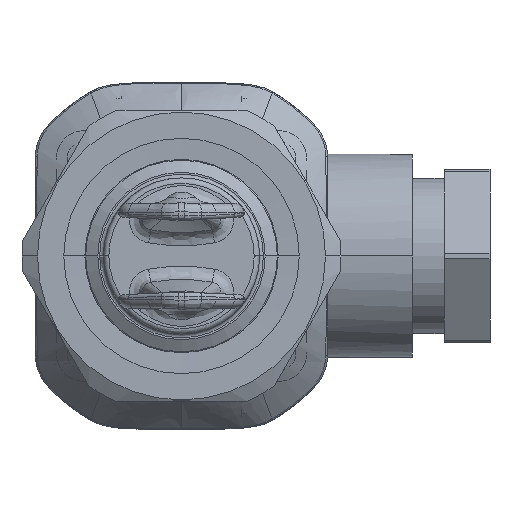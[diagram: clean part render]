
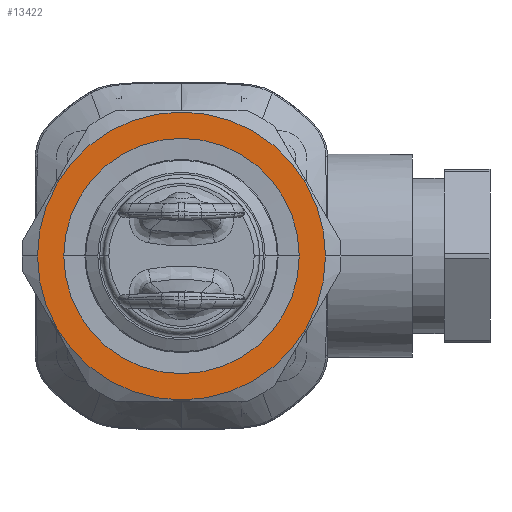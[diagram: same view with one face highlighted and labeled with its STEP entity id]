
A CAD part, front view. The second image highlights one B-rep face of the part: STEP entity #13422.
In plain terms, the highlighted planar face has unit normal (0, -1, 0).
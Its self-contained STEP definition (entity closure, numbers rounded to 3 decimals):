
#12379=CARTESIAN_POINT('',(0.,-11.7,0.));
#12380=DIRECTION('',(0.,1.,0.));
#12381=DIRECTION('',(-1.,0.,0.));
#12382=AXIS2_PLACEMENT_3D('',#12379,#12380,#12381);
#12387=CARTESIAN_POINT('',(0.,-11.7,0.));
#12388=DIRECTION('',(0.,1.,0.));
#12389=DIRECTION('',(1.,0.,0.));
#12390=AXIS2_PLACEMENT_3D('',#12387,#12388,#12389);
#12395=CARTESIAN_POINT('',(0.,-11.7,0.));
#12396=DIRECTION('',(0.,-1.,0.));
#12397=DIRECTION('',(1.,0.,0.));
#12398=AXIS2_PLACEMENT_3D('',#12395,#12396,#12397);
#12403=CARTESIAN_POINT('',(0.,-11.7,0.));
#12404=DIRECTION('',(0.,-1.,0.));
#12405=DIRECTION('',(-1.,0.,0.));
#12406=AXIS2_PLACEMENT_3D('',#12403,#12404,#12405);
#13027=CARTESIAN_POINT('',(12.875,-11.7,0.));
#13028=VERTEX_POINT('',#13027);
#13029=CARTESIAN_POINT('',(-12.875,-11.7,0.));
#13030=VERTEX_POINT('',#13029);
#13031=CARTESIAN_POINT('',(-15.75,-11.7,0.));
#13032=CARTESIAN_POINT('',(15.75,-11.7,0.));
#13033=VERTEX_POINT('',#13031);
#13034=VERTEX_POINT('',#13032);
#13407=CARTESIAN_POINT('',(0.,-11.7,0.));
#13408=DIRECTION('',(0.,1.,0.));
#13409=DIRECTION('',(-1.,0.,0.));
#13410=AXIS2_PLACEMENT_3D('',#13407,#13408,#13409);
#13411=PLANE('',#13410);
#13413=ORIENTED_EDGE('',*,*,#13412,.T.);
#13415=ORIENTED_EDGE('',*,*,#13414,.T.);
#13416=EDGE_LOOP('',(#13413,#13415));
#13417=FACE_OUTER_BOUND('',#13416,.F.);
#13418=ORIENTED_EDGE('',*,*,#13389,.T.);
#13419=ORIENTED_EDGE('',*,*,#13374,.T.);
#13420=EDGE_LOOP('',(#13418,#13419));
#13421=FACE_BOUND('',#13420,.F.);
#13422=ADVANCED_FACE('',(#13417,#13421),#13411,.F.);
#12383=CIRCLE('',#12382,15.75);
#12391=CIRCLE('',#12390,15.75);
#12399=CIRCLE('',#12398,12.875);
#12407=CIRCLE('',#12406,12.875);
#13374=EDGE_CURVE('',#13030,#13028,#12407,.T.);
#13389=EDGE_CURVE('',#13028,#13030,#12399,.T.);
#13412=EDGE_CURVE('',#13033,#13034,#12383,.T.);
#13414=EDGE_CURVE('',#13034,#13033,#12391,.T.);
